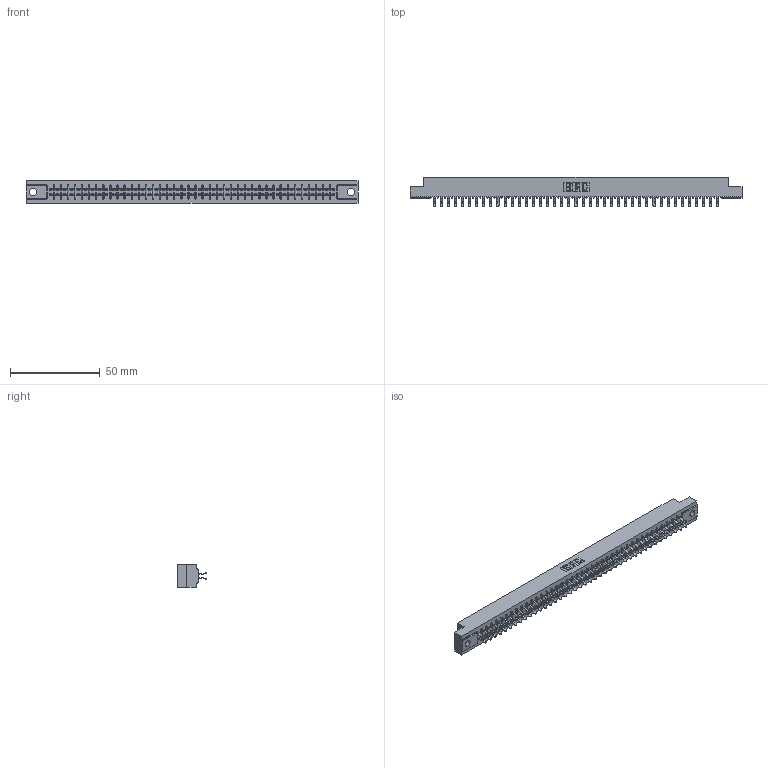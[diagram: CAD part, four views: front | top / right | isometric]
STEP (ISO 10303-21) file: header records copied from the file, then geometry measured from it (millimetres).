
FILE_DESCRIPTION (( 'STEP AP203' ), '1' );
FILE_NAME ('355-082-556-504.STEP', '2019-09-13T15:35:54', ( '' ), ( '' ), 'SwSTEP 2.0', 'SolidWorks 2016', '' );
FILE_SCHEMA (( 'CONFIG_CONTROL_DESIGN' ));
Length unit declared in the file: inch
Products named in the file (3): 305 Part_.156 Dia; 355-082-556-504; 305-290-001_556
Assembly tree (83 placements, depth 2):
  355-082-556-504
    305 Part_.156 Dia
    305-290-001_556  x82
Bounding box: 185.47 x 16.64 x 12.7 mm (x, y, z)
Volume: 18658.3 mm3; surface area: 24487 mm2
Topology: 83 solids, 83 shells, 4722 faces, 13595 edges, 8842 vertices
Faces by surface type: plane 2624, cylinder 1934, sphere 164
Entity records: 45154 total; most frequent: CARTESIAN_POINT 7479, ORIENTED_EDGE 7422, DIRECTION 7231, EDGE_CURVE 3711, LINE 3003, VECTOR 3003, VERTEX_POINT 2362, AXIS2_PLACEMENT_3D 2114
